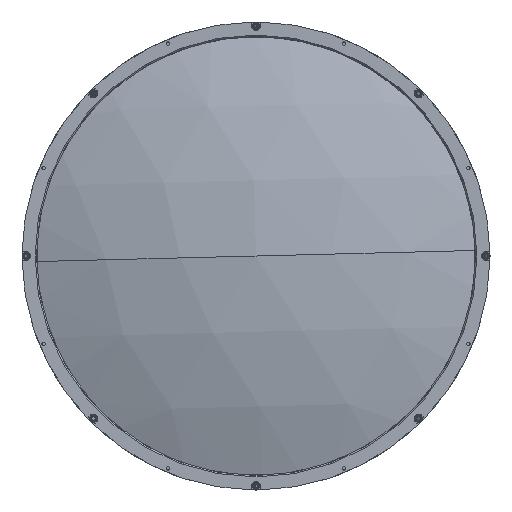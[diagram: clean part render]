
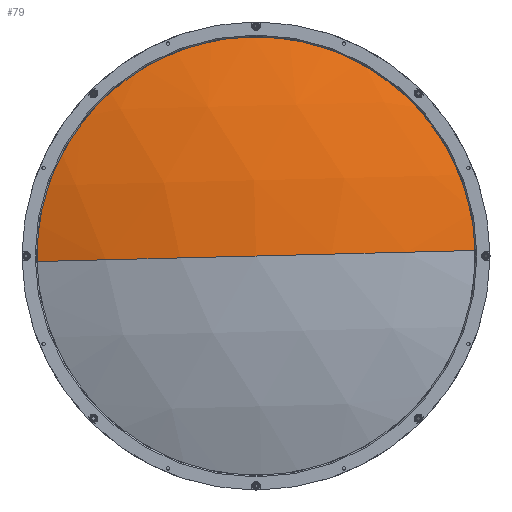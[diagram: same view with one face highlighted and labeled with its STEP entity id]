
A CAD part, left-side view. The second image highlights one B-rep face of the part: STEP entity #79.
In plain terms, the highlighted spherical face has radius 465.458 mm.
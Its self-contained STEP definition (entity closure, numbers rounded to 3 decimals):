
#79 = ADVANCED_FACE ( 'NONE', ( #10166 ), #4783, .T. ) ;
#627 = DIRECTION ( 'NONE',  ( 0., 0.025, 1. ) ) ;
#1511 = CIRCLE ( 'NONE', #7901, 465.458 ) ;
#2217 = VERTEX_POINT ( 'NONE', #13128 ) ;
#2935 = CIRCLE ( 'NONE', #3197, 162. ) ;
#3197 = AXIS2_PLACEMENT_3D ( 'NONE', #15759, #8178, #627 ) ;
#3392 = VERTEX_POINT ( 'NONE', #12695 ) ;
#3805 = EDGE_CURVE ( 'NONE', #16319, #3392, #15569, .T. ) ;
#3893 = DIRECTION ( 'NONE',  ( 0., 0.025, 1. ) ) ;
#4783 = SPHERICAL_SURFACE ( 'NONE', #6094, 465.458 ) ;
#5178 = DIRECTION ( 'NONE',  ( 0., -0.025, -1. ) ) ;
#6094 = AXIS2_PLACEMENT_3D ( 'NONE', #15035, #10021, #12548 ) ;
#7901 = AXIS2_PLACEMENT_3D ( 'NONE', #11473, #3893, #12734 ) ;
#8178 = DIRECTION ( 'NONE',  ( -1., 0., 0. ) ) ;
#9116 = AXIS2_PLACEMENT_3D ( 'NONE', #12779, #5178, #14035 ) ;
#9670 = EDGE_CURVE ( 'NONE', #2217, #3392, #1511, .T. ) ;
#10021 = DIRECTION ( 'NONE',  ( 0., 0.025, 1. ) ) ;
#10166 = FACE_OUTER_BOUND ( 'NONE', #15460, .T. ) ;
#11473 = CARTESIAN_POINT ( 'NONE',  ( 462.258, 0., 0. ) ) ;
#11491 = ORIENTED_EDGE ( 'NONE', *, *, #9670, .T. ) ;
#11931 = EDGE_CURVE ( 'NONE', #16319, #2217, #2935, .T. ) ;
#12309 = ORIENTED_EDGE ( 'NONE', *, *, #3805, .F. ) ;
#12548 = DIRECTION ( 'NONE',  ( 0., -1., 0.025 ) ) ;
#12695 = CARTESIAN_POINT ( 'NONE',  ( -3.2, 0., 0. ) ) ;
#12734 = DIRECTION ( 'NONE',  ( 0., -1., 0.025 ) ) ;
#12779 = CARTESIAN_POINT ( 'NONE',  ( 462.258, 0., 0. ) ) ;
#13128 = CARTESIAN_POINT ( 'NONE',  ( 25.901, 161.948, -4.088 ) ) ;
#13492 = CARTESIAN_POINT ( 'NONE',  ( 25.901, -161.948, 4.088 ) ) ;
#14035 = DIRECTION ( 'NONE',  ( 0., 1., -0.025 ) ) ;
#14244 = ORIENTED_EDGE ( 'NONE', *, *, #11931, .T. ) ;
#15035 = CARTESIAN_POINT ( 'NONE',  ( 462.258, 0., 0. ) ) ;
#15460 = EDGE_LOOP ( 'NONE', ( #14244, #11491, #12309 ) ) ;
#15569 = CIRCLE ( 'NONE', #9116, 465.458 ) ;
#15759 = CARTESIAN_POINT ( 'NONE',  ( 25.901, 0., 0. ) ) ;
#16319 = VERTEX_POINT ( 'NONE', #13492 ) ;
